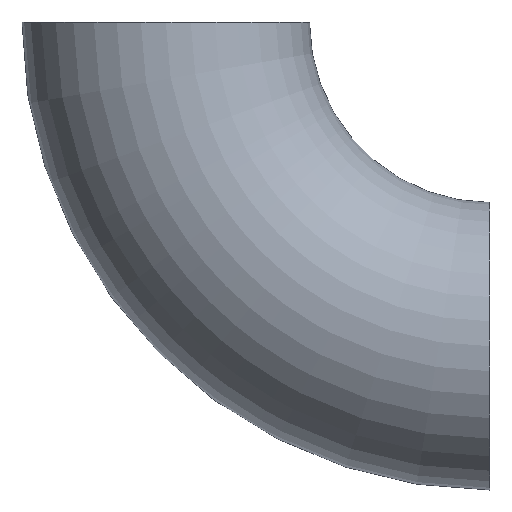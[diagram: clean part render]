
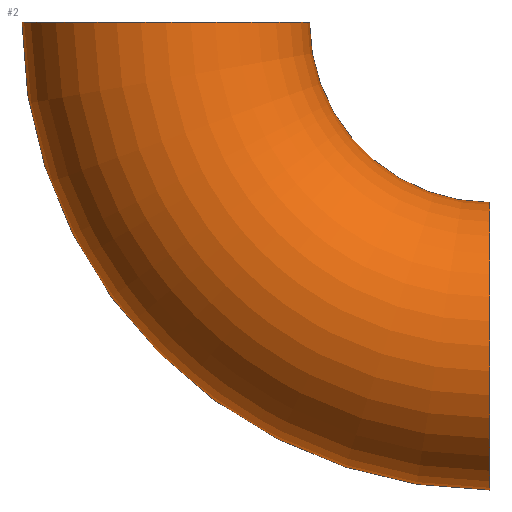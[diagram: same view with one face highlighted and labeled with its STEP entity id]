
A CAD part, front view. The second image highlights one B-rep face of the part: STEP entity #2.
In plain terms, the highlighted toroidal (fillet/blend) face has major radius 38 mm and minor radius 16.85 mm.
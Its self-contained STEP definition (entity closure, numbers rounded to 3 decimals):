
#1 = CARTESIAN_POINT ( 'NONE',  ( 0., 0., -21.15 ) ) ;
#2 = ADVANCED_FACE ( 'NONE', ( #231 ), #188, .T. ) ;
#4 = CARTESIAN_POINT ( 'NONE',  ( 0., 0., -54.85 ) ) ;
#18 = CARTESIAN_POINT ( 'NONE',  ( -38., 0., 0. ) ) ;
#24 = AXIS2_PLACEMENT_3D ( 'NONE', #55, #195, #205 ) ;
#25 = DIRECTION ( 'NONE',  ( 0., 0., 1. ) ) ;
#38 = EDGE_CURVE ( 'NONE', #147, #87, #63, .T. ) ;
#43 = CARTESIAN_POINT ( 'NONE',  ( -21.15, 0., 0. ) ) ;
#55 = CARTESIAN_POINT ( 'NONE',  ( 0., 0., 0. ) ) ;
#57 = ORIENTED_EDGE ( 'NONE', *, *, #244, .F. ) ;
#63 = CIRCLE ( 'NONE', #206, 21.15 ) ;
#64 = CARTESIAN_POINT ( 'NONE',  ( 0., 0., 0. ) ) ;
#75 = EDGE_LOOP ( 'NONE', ( #57, #153, #106, #88 ) ) ;
#80 = DIRECTION ( 'NONE',  ( -1., 0., 0. ) ) ;
#81 = CARTESIAN_POINT ( 'NONE',  ( -54.85, 0., 0. ) ) ;
#87 = VERTEX_POINT ( 'NONE', #43 ) ;
#88 = ORIENTED_EDGE ( 'NONE', *, *, #178, .F. ) ;
#100 = AXIS2_PLACEMENT_3D ( 'NONE', #219, #80, #241 ) ;
#106 = ORIENTED_EDGE ( 'NONE', *, *, #38, .T. ) ;
#118 = AXIS2_PLACEMENT_3D ( 'NONE', #142, #226, #161 ) ;
#119 = DIRECTION ( 'NONE',  ( 0., 0., 1. ) ) ;
#136 = DIRECTION ( 'NONE',  ( 0., 1., 0. ) ) ;
#142 = CARTESIAN_POINT ( 'NONE',  ( 0., 0., 0. ) ) ;
#147 = VERTEX_POINT ( 'NONE', #1 ) ;
#153 = ORIENTED_EDGE ( 'NONE', *, *, #155, .T. ) ;
#155 = EDGE_CURVE ( 'NONE', #189, #147, #200, .T. ) ;
#158 = DIRECTION ( 'NONE',  ( 1., 0., 0. ) ) ;
#161 = DIRECTION ( 'NONE',  ( 0., 0., 1. ) ) ;
#178 = EDGE_CURVE ( 'NONE', #211, #87, #222, .T. ) ;
#188 = TOROIDAL_SURFACE ( 'NONE', #24, 38., 16.85 ) ;
#189 = VERTEX_POINT ( 'NONE', #4 ) ;
#195 = DIRECTION ( 'NONE',  ( 0., 1., 0. ) ) ;
#200 = CIRCLE ( 'NONE', #100, 16.85 ) ;
#205 = DIRECTION ( 'NONE',  ( 0., 0., 1. ) ) ;
#206 = AXIS2_PLACEMENT_3D ( 'NONE', #64, #136, #25 ) ;
#211 = VERTEX_POINT ( 'NONE', #81 ) ;
#219 = CARTESIAN_POINT ( 'NONE',  ( 0., 0., -38. ) ) ;
#222 = CIRCLE ( 'NONE', #242, 16.85 ) ;
#226 = DIRECTION ( 'NONE',  ( 0., 1., 0. ) ) ;
#230 = CIRCLE ( 'NONE', #118, 54.85 ) ;
#231 = FACE_OUTER_BOUND ( 'NONE', #75, .T. ) ;
#241 = DIRECTION ( 'NONE',  ( 0., 0., 1. ) ) ;
#242 = AXIS2_PLACEMENT_3D ( 'NONE', #18, #119, #158 ) ;
#244 = EDGE_CURVE ( 'NONE', #189, #211, #230, .T. ) ;
